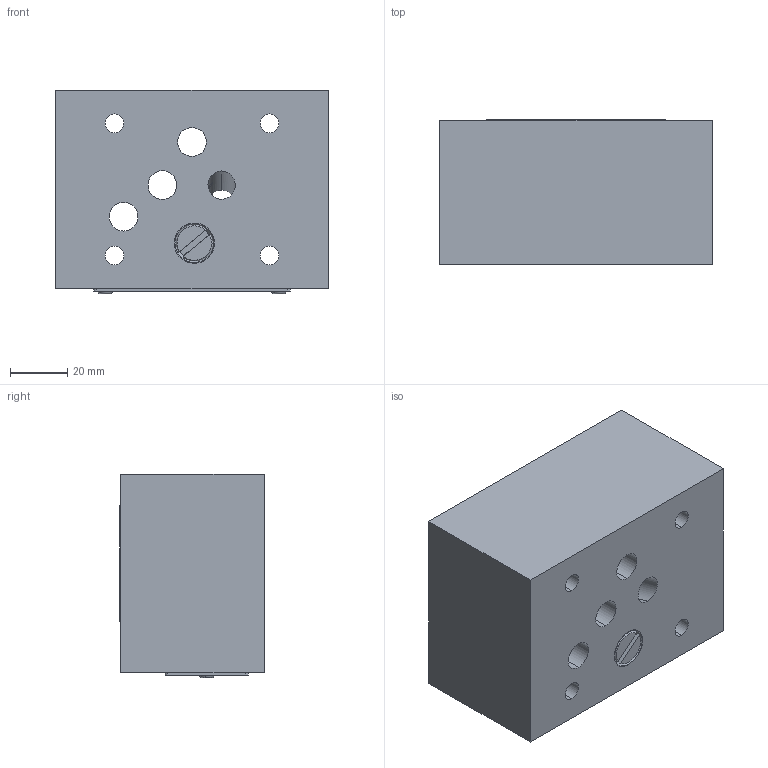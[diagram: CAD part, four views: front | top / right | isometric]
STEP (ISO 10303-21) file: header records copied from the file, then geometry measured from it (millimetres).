
FILE_DESCRIPTION(/* description */ ('Unknown'),/* implementation_level */ '2;1');
FILE_NAME(/* name */ 'OV.00930',/* time_stamp */ '2024-04-15T08:52:22+02:00',/* author */ ('Unknown'),/* organization */ ('Unknown'),/* preprocessor_version */ 'ST-DEVELOPER v18.102',/* originating_system */ 'Solid Edge',/* authorisation */ 'Unknown');
FILE_SCHEMA (('AUTOMOTIVE_DESIGN {1 0 10303 214 3 1 1}'));
Length unit declared in the file: millimetre
Products named in the file (2): OV.00930; AM5SH001
Assembly tree (1 placements, depth 2):
  OV.00930
    AM5SH001
Bounding box: 95 x 50.28 x 70.8 mm (x, y, z)
Volume: 538.6 mm3; surface area: 44482.3 mm2
Topology: 5 solids, 13 shells, 304 faces, 1286 edges, 1078 vertices
Faces by surface type: plane 174, cylinder 81, torus 24, cone 20, bspline 5
Entity records: 16242 total; most frequent: CARTESIAN_POINT 6523, ORIENTED_EDGE 2368, DIRECTION 1290, EDGE_CURVE 1282, VERTEX_POINT 1078, B_SPLINE_CURVE_WITH_KNOTS 766, AXIS2_PLACEMENT_3D 501, EDGE_LOOP 445
